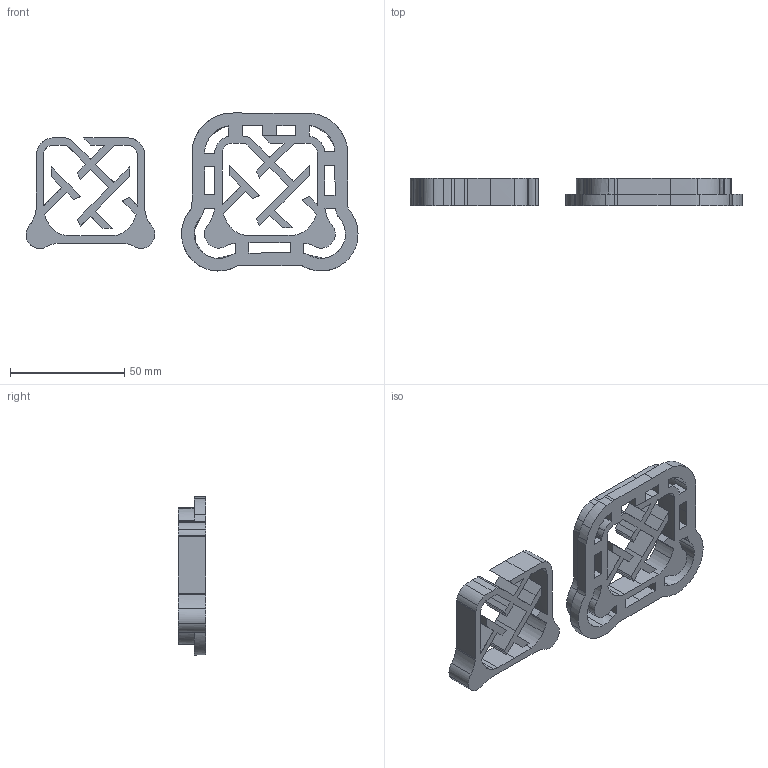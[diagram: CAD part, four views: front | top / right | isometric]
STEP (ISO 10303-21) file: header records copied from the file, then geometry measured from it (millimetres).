
FILE_DESCRIPTION(/* description */ (''),/* implementation_level */ '2;1');
FILE_NAME(/* name */ 'Val Net Stamp v4.stp',/* time_stamp */ '2025-09-12T00:29:02+02:00',/* author */ (''),/* organization */ (''),/* preprocessor_version */ 'ST-DEVELOPER v20.1',/* originating_system */ 'Autodesk Translation Framework v14.10.0.0',/* authorisation */ '');
FILE_SCHEMA (('AUTOMOTIVE_DESIGN { 1 0 10303 214 3 1 1 }'));
Length unit declared in the file: millimetre
Products named in the file (1): Val Net Stamp
Bounding box: 145.16 x 12 x 69.1 mm (x, y, z)
Volume: 32889.5 mm3; surface area: 25284.2 mm2
Topology: 2 solids, 2 shells, 327 faces, 977 edges, 646 vertices
Faces by surface type: bspline 195, plane 132
Entity records: 13841 total; most frequent: CARTESIAN_POINT 6686, ORIENTED_EDGE 1954, EDGE_CURVE 977, DIRECTION 830, VERTEX_POINT 646, LINE 564, VECTOR 564, EDGE_LOOP 341
